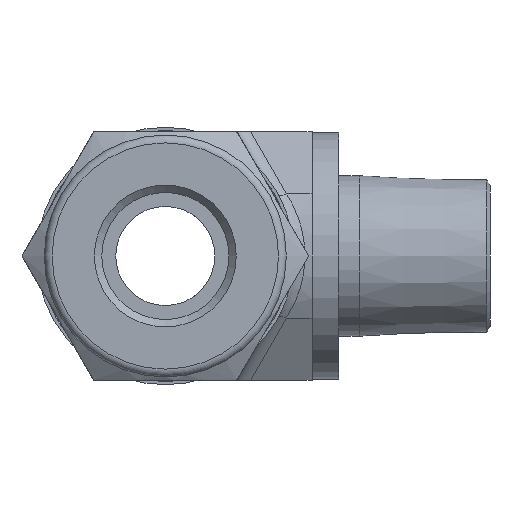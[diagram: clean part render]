
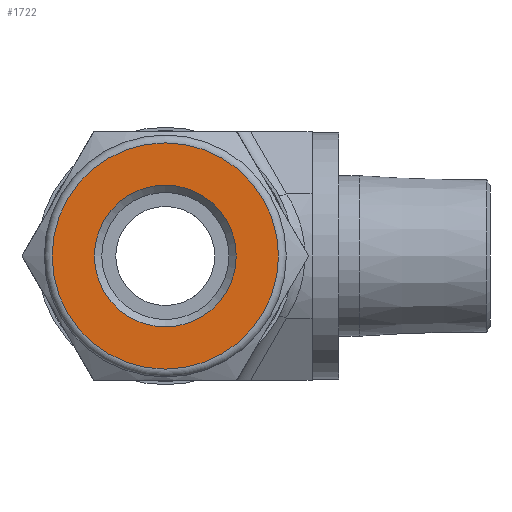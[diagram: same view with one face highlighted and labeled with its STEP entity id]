
A CAD part, left-side view. The second image highlights one B-rep face of the part: STEP entity #1722.
In plain terms, the highlighted planar face has unit normal (-1, 0, 0).
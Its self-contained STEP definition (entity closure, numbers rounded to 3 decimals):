
#101=FACE_BOUND('',#399,.T.);
#184=CIRCLE('',#1924,4.545);
#185=CIRCLE('',#1926,7.25);
#279=FACE_OUTER_BOUND('',#398,.T.);
#398=EDGE_LOOP('',(#1387));
#399=EDGE_LOOP('',(#1388));
#800=VERTEX_POINT('',#2909);
#801=VERTEX_POINT('',#2913);
#1011=EDGE_CURVE('',#800,#800,#184,.T.);
#1012=EDGE_CURVE('',#801,#801,#185,.T.);
#1387=ORIENTED_EDGE('',*,*,#1012,.F.);
#1388=ORIENTED_EDGE('',*,*,#1011,.T.);
#1637=PLANE('',#1925);
#1722=ADVANCED_FACE('',(#279,#101),#1637,.T.);
#1924=AXIS2_PLACEMENT_3D('',#2911,#2328,#2329);
#1925=AXIS2_PLACEMENT_3D('',#2912,#2330,#2331);
#1926=AXIS2_PLACEMENT_3D('',#2914,#2332,#2333);
#2328=DIRECTION('center_axis',(1.,0.,0.));
#2329=DIRECTION('ref_axis',(0.,0.,-1.));
#2330=DIRECTION('center_axis',(-1.,0.,0.));
#2331=DIRECTION('ref_axis',(0.,0.,1.));
#2332=DIRECTION('center_axis',(1.,0.,0.));
#2333=DIRECTION('ref_axis',(0.,0.,-1.));
#2909=CARTESIAN_POINT('',(-30.47,-4.545,0.));
#2911=CARTESIAN_POINT('Origin',(-30.47,0.,
0.));
#2912=CARTESIAN_POINT('Origin',(-30.47,7.25,0.));
#2913=CARTESIAN_POINT('',(-30.47,0.,7.25));
#2914=CARTESIAN_POINT('Origin',(-30.47,0.,
0.));
